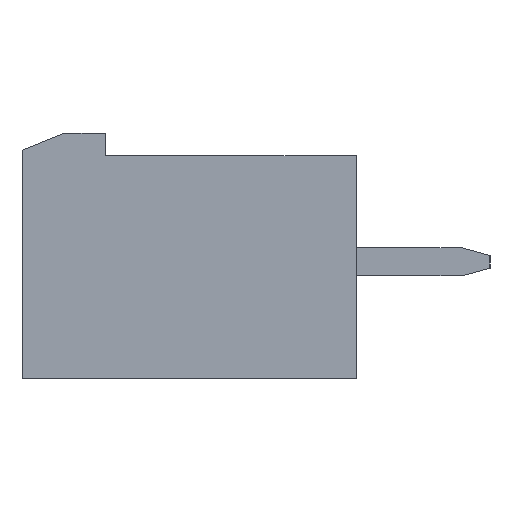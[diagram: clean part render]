
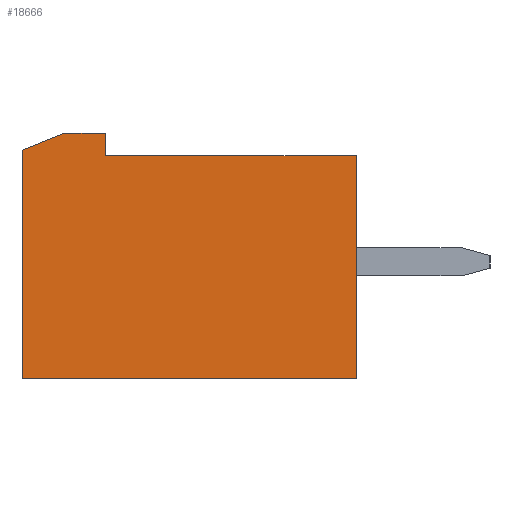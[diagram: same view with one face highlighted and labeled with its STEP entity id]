
A CAD part, left-side view. The second image highlights one B-rep face of the part: STEP entity #18666.
In plain terms, the highlighted planar face has unit normal (-1, 0, 0).
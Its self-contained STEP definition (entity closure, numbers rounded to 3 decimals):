
#316 = AXIS2_PLACEMENT_3D ( 'NONE', #8757, #11883, #2702 ) ;
#617 = CARTESIAN_POINT ( 'NONE',  ( -0.5, 0., -8. ) ) ;
#1249 = DIRECTION ( 'NONE',  ( 0., 0.928, -0.371 ) ) ;
#1305 = CARTESIAN_POINT ( 'NONE',  ( -0.5, 9.01, 0.8 ) ) ;
#1611 = LINE ( 'NONE', #8299, #5701 ) ;
#1637 = VERTEX_POINT ( 'NONE', #12247 ) ;
#2341 = EDGE_CURVE ( 'NONE', #4761, #16177, #15069, .T. ) ;
#2435 = LINE ( 'NONE', #617, #18587 ) ;
#2702 = DIRECTION ( 'NONE',  ( 0., 0., 1. ) ) ;
#2776 = ORIENTED_EDGE ( 'NONE', *, *, #9829, .T. ) ;
#3225 = CARTESIAN_POINT ( 'NONE',  ( -0.5, 9.01, 0. ) ) ;
#3258 = VECTOR ( 'NONE', #16789, 1000. ) ;
#3270 = ORIENTED_EDGE ( 'NONE', *, *, #17986, .T. ) ;
#3383 = VECTOR ( 'NONE', #6161, 1000. ) ;
#4217 = EDGE_CURVE ( 'NONE', #13743, #1637, #12674, .T. ) ;
#4761 = VERTEX_POINT ( 'NONE', #13471 ) ;
#5107 = VECTOR ( 'NONE', #1249, 1000. ) ;
#5188 = DIRECTION ( 'NONE',  ( 0., -1., 0. ) ) ;
#5194 = ORIENTED_EDGE ( 'NONE', *, *, #9482, .T. ) ;
#5701 = VECTOR ( 'NONE', #5188, 1000. ) ;
#6161 = DIRECTION ( 'NONE',  ( 0., 0., 1. ) ) ;
#6262 = CARTESIAN_POINT ( 'NONE',  ( -0.5, 0., 0. ) ) ;
#6514 = CARTESIAN_POINT ( 'NONE',  ( -0.5, 10.5, 0.8 ) ) ;
#6884 = VERTEX_POINT ( 'NONE', #6262 ) ;
#7345 = LINE ( 'NONE', #16722, #3258 ) ;
#7672 = LINE ( 'NONE', #11682, #19693 ) ;
#8000 = EDGE_CURVE ( 'NONE', #16177, #13961, #7345, .T. ) ;
#8299 = CARTESIAN_POINT ( 'NONE',  ( -0.5, 12., -8. ) ) ;
#8614 = VECTOR ( 'NONE', #19571, 1000. ) ;
#8757 = CARTESIAN_POINT ( 'NONE',  ( -0.5, 0., 0. ) ) ;
#8816 = PLANE ( 'NONE',  #316 ) ;
#9197 = LINE ( 'NONE', #19442, #5107 ) ;
#9482 = EDGE_CURVE ( 'NONE', #13961, #13743, #9197, .T. ) ;
#9829 = EDGE_CURVE ( 'NONE', #12908, #6884, #2435, .T. ) ;
#9969 = ORIENTED_EDGE ( 'NONE', *, *, #18936, .T. ) ;
#11420 = ORIENTED_EDGE ( 'NONE', *, *, #2341, .T. ) ;
#11682 = CARTESIAN_POINT ( 'NONE',  ( -0.5, 0., 0. ) ) ;
#11883 = DIRECTION ( 'NONE',  ( -1., 0., 0. ) ) ;
#12247 = CARTESIAN_POINT ( 'NONE',  ( -0.5, 12., -8. ) ) ;
#12674 = LINE ( 'NONE', #19507, #8614 ) ;
#12893 = DIRECTION ( 'NONE',  ( 0., 0., 1. ) ) ;
#12908 = VERTEX_POINT ( 'NONE', #13354 ) ;
#13228 = DIRECTION ( 'NONE',  ( 0., 1., 0. ) ) ;
#13354 = CARTESIAN_POINT ( 'NONE',  ( -0.5, 0., -8. ) ) ;
#13471 = CARTESIAN_POINT ( 'NONE',  ( -0.5, 9.01, 0. ) ) ;
#13546 = ORIENTED_EDGE ( 'NONE', *, *, #4217, .T. ) ;
#13654 = CARTESIAN_POINT ( 'NONE',  ( -0.5, 12., 0.2 ) ) ;
#13743 = VERTEX_POINT ( 'NONE', #13654 ) ;
#13961 = VERTEX_POINT ( 'NONE', #6514 ) ;
#14522 = FACE_OUTER_BOUND ( 'NONE', #15433, .T. ) ;
#15069 = LINE ( 'NONE', #3225, #3383 ) ;
#15433 = EDGE_LOOP ( 'NONE', ( #13546, #9969, #2776, #3270, #11420, #15896, #5194 ) ) ;
#15896 = ORIENTED_EDGE ( 'NONE', *, *, #8000, .T. ) ;
#16177 = VERTEX_POINT ( 'NONE', #1305 ) ;
#16722 = CARTESIAN_POINT ( 'NONE',  ( -0.5, 9.01, 0.8 ) ) ;
#16789 = DIRECTION ( 'NONE',  ( 0., 1., 0. ) ) ;
#17986 = EDGE_CURVE ( 'NONE', #6884, #4761, #7672, .T. ) ;
#18587 = VECTOR ( 'NONE', #12893, 1000. ) ;
#18666 = ADVANCED_FACE ( 'NONE', ( #14522 ), #8816, .T. ) ;
#18936 = EDGE_CURVE ( 'NONE', #1637, #12908, #1611, .T. ) ;
#19442 = CARTESIAN_POINT ( 'NONE',  ( -0.5, 10.5, 0.8 ) ) ;
#19507 = CARTESIAN_POINT ( 'NONE',  ( -0.5, 12., -6.5 ) ) ;
#19571 = DIRECTION ( 'NONE',  ( 0., 0., -1. ) ) ;
#19693 = VECTOR ( 'NONE', #13228, 1000. ) ;
